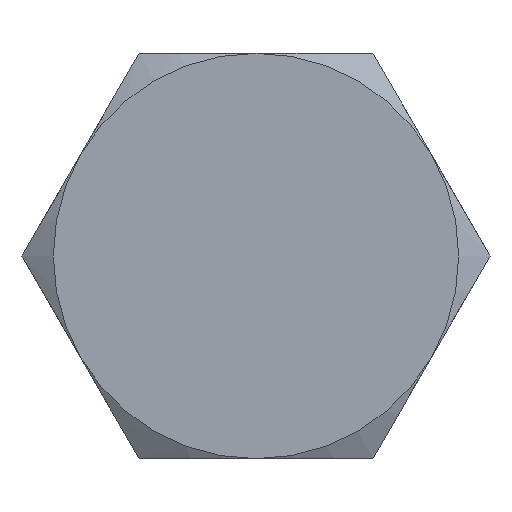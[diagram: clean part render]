
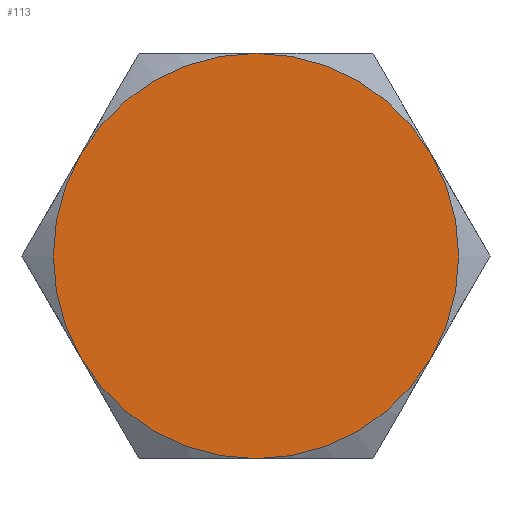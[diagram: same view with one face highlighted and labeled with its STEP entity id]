
A CAD part, left-side view. The second image highlights one B-rep face of the part: STEP entity #113.
In plain terms, the highlighted planar face has unit normal (-1, 0, 0).
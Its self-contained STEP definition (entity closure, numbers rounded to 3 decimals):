
#10 = DIRECTION ( 'NONE',  ( 0., 0., -1. ) ) ;
#12 = CIRCLE ( 'NONE', #216, 9.5 ) ;
#14 = VERTEX_POINT ( 'NONE', #370 ) ;
#15 = DIRECTION ( 'NONE',  ( 0., 0., -1. ) ) ;
#39 = VERTEX_POINT ( 'NONE', #63 ) ;
#46 = DIRECTION ( 'NONE',  ( 0., 0., -1. ) ) ;
#48 = DIRECTION ( 'NONE',  ( -1., 0., 0. ) ) ;
#59 = VERTEX_POINT ( 'NONE', #446 ) ;
#61 = VERTEX_POINT ( 'NONE', #383 ) ;
#63 = CARTESIAN_POINT ( 'NONE',  ( 0., 0., 9.5 ) ) ;
#76 = CARTESIAN_POINT ( 'NONE',  ( 0., 0., 0. ) ) ;
#80 = AXIS2_PLACEMENT_3D ( 'NONE', #759, #697, #10 ) ;
#81 = CARTESIAN_POINT ( 'NONE',  ( 0., 0., 0. ) ) ;
#99 = CARTESIAN_POINT ( 'NONE',  ( 0., 0., 0. ) ) ;
#100 = DIRECTION ( 'NONE',  ( 0., 0., 1. ) ) ;
#105 = AXIS2_PLACEMENT_3D ( 'NONE', #112, #628, #808 ) ;
#112 = CARTESIAN_POINT ( 'NONE',  ( 0., 0., 0. ) ) ;
#113 = ADVANCED_FACE ( 'NONE', ( #205 ), #132, .F. ) ;
#119 = ORIENTED_EDGE ( 'NONE', *, *, #179, .F. ) ;
#132 = PLANE ( 'NONE',  #80 ) ;
#141 = CARTESIAN_POINT ( 'NONE',  ( 0., -8.227, -4.75 ) ) ;
#159 = DIRECTION ( 'NONE',  ( 1., 0., 0. ) ) ;
#163 = ORIENTED_EDGE ( 'NONE', *, *, #756, .T. ) ;
#169 = CIRCLE ( 'NONE', #174, 9.5 ) ;
#174 = AXIS2_PLACEMENT_3D ( 'NONE', #282, #467, #203 ) ;
#179 = EDGE_CURVE ( 'NONE', #14, #61, #496, .T. ) ;
#203 = DIRECTION ( 'NONE',  ( 0., 0., -1. ) ) ;
#205 = FACE_OUTER_BOUND ( 'NONE', #470, .T. ) ;
#216 = AXIS2_PLACEMENT_3D ( 'NONE', #99, #159, #46 ) ;
#232 = VERTEX_POINT ( 'NONE', #141 ) ;
#261 = EDGE_CURVE ( 'NONE', #359, #232, #169, .T. ) ;
#264 = AXIS2_PLACEMENT_3D ( 'NONE', #76, #773, #644 ) ;
#282 = CARTESIAN_POINT ( 'NONE',  ( 0., 0., 0. ) ) ;
#290 = ORIENTED_EDGE ( 'NONE', *, *, #713, .F. ) ;
#312 = ORIENTED_EDGE ( 'NONE', *, *, #361, .F. ) ;
#359 = VERTEX_POINT ( 'NONE', #660 ) ;
#361 = EDGE_CURVE ( 'NONE', #232, #59, #12, .T. ) ;
#370 = CARTESIAN_POINT ( 'NONE',  ( 0., 8.227, -4.75 ) ) ;
#383 = CARTESIAN_POINT ( 'NONE',  ( 0., 8.227, 4.75 ) ) ;
#385 = CIRCLE ( 'NONE', #105, 9.5 ) ;
#393 = AXIS2_PLACEMENT_3D ( 'NONE', #428, #48, #100 ) ;
#399 = CIRCLE ( 'NONE', #264, 9.5 ) ;
#428 = CARTESIAN_POINT ( 'NONE',  ( 0., 0., 0. ) ) ;
#429 = ORIENTED_EDGE ( 'NONE', *, *, #555, .F. ) ;
#436 = AXIS2_PLACEMENT_3D ( 'NONE', #81, #578, #15 ) ;
#446 = CARTESIAN_POINT ( 'NONE',  ( 0., 0., -9.5 ) ) ;
#467 = DIRECTION ( 'NONE',  ( 1., 0., 0. ) ) ;
#470 = EDGE_LOOP ( 'NONE', ( #290, #312, #680, #429, #163, #119 ) ) ;
#496 = CIRCLE ( 'NONE', #436, 9.5 ) ;
#555 = EDGE_CURVE ( 'NONE', #39, #359, #385, .T. ) ;
#578 = DIRECTION ( 'NONE',  ( 1., 0., 0. ) ) ;
#628 = DIRECTION ( 'NONE',  ( 1., 0., 0. ) ) ;
#644 = DIRECTION ( 'NONE',  ( 0., 0., -1. ) ) ;
#660 = CARTESIAN_POINT ( 'NONE',  ( 0., -8.227, 4.75 ) ) ;
#680 = ORIENTED_EDGE ( 'NONE', *, *, #261, .F. ) ;
#686 = CIRCLE ( 'NONE', #393, 9.5 ) ;
#697 = DIRECTION ( 'NONE',  ( 1., 0., 0. ) ) ;
#713 = EDGE_CURVE ( 'NONE', #59, #14, #399, .T. ) ;
#756 = EDGE_CURVE ( 'NONE', #39, #61, #686, .T. ) ;
#759 = CARTESIAN_POINT ( 'NONE',  ( 0., 10.97, 0. ) ) ;
#773 = DIRECTION ( 'NONE',  ( 1., 0., 0. ) ) ;
#808 = DIRECTION ( 'NONE',  ( 0., 0., -1. ) ) ;
